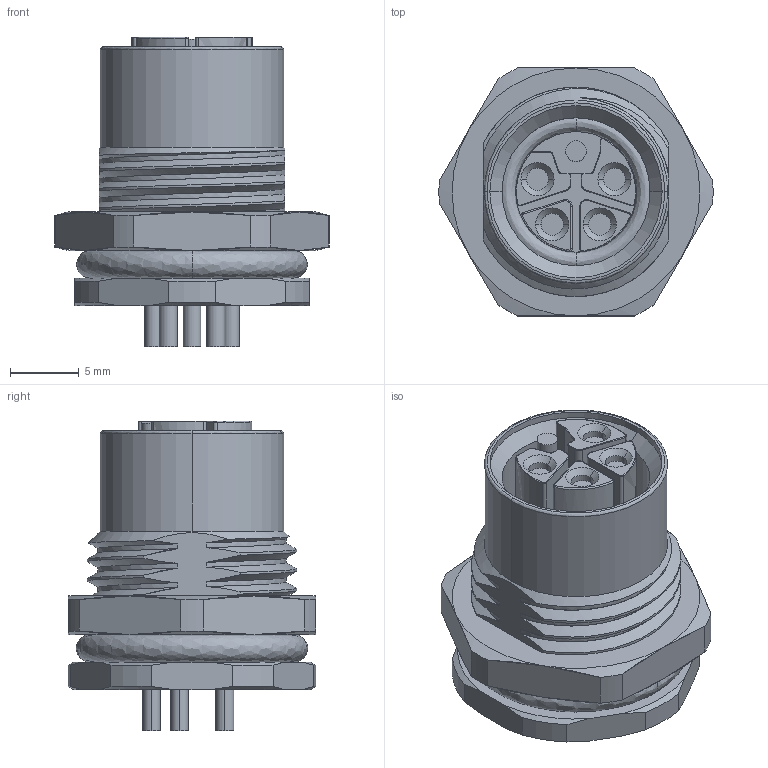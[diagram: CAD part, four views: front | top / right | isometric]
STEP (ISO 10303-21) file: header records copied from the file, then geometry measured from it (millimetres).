
FILE_DESCRIPTION(('FreeCAD Model'),'2;1');
FILE_NAME('Open CASCADE Shape Model','2025-06-27T21:45:39',(''),(''), 'Open CASCADE STEP processor 7.7','FreeCAD','Unknown');
FILE_SCHEMA(('AUTOMOTIVE_DESIGN { 1 0 10303 214 1 1 1 1 }'));
Length unit declared in the file: millimetre
Products named in the file (1): c_t4141l12051_000_b_3d
Bounding box: 19.89 x 18 x 22.5 mm (x, y, z)
Surface area: 2415.2 mm2 (no closed solid volume)
Topology: 0 solids, 216 shells, 216 faces, 1064 edges, 1064 vertices
Faces by surface type: revolution 143, bspline 73
Entity records: 23320 total; most frequent: CARTESIAN_POINT 12909, DIRECTION 1610, ORIENTED_EDGE 1064, EDGE_CURVE 1064, VERTEX_POINT 1064, AXIS2_PLACEMENT_3D 491, CIRCLE 490, LINE 485
